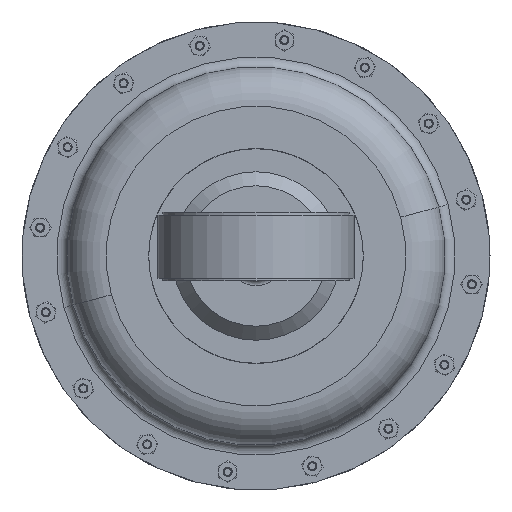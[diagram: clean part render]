
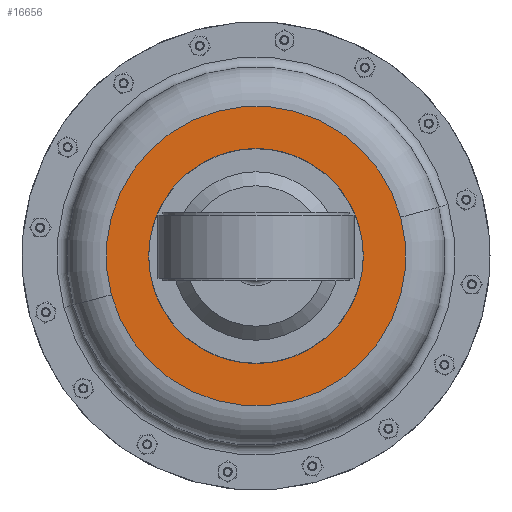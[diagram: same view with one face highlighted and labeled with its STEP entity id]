
A CAD part, front view. The second image highlights one B-rep face of the part: STEP entity #16656.
In plain terms, the highlighted planar face has unit normal (0, -1, 0).
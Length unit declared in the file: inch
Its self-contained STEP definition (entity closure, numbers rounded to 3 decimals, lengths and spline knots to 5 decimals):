
#512 = EDGE_LOOP ( 'NONE', ( #5239, #12498 ) ) ;
#881 = FACE_BOUND ( 'NONE', #512, .T. ) ;
#1768 = DIRECTION ( 'NONE',  ( 0., 1., 0. ) ) ;
#3027 = CARTESIAN_POINT ( 'NONE',  ( -0.34703, 16.08733, 5.29719 ) ) ;
#4578 = ORIENTED_EDGE ( 'NONE', *, *, #16592, .F. ) ;
#5239 = ORIENTED_EDGE ( 'NONE', *, *, #26589, .T. ) ;
#7735 = AXIS2_PLACEMENT_3D ( 'NONE', #12030, #27351, #14207 ) ;
#8991 = AXIS2_PLACEMENT_3D ( 'NONE', #14663, #1768, #16847 ) ;
#10084 = CARTESIAN_POINT ( 'NONE',  ( 1.8373, 16.08733, 4.65308 ) ) ;
#10158 = VERTEX_POINT ( 'NONE', #3027 ) ;
#10791 = CARTESIAN_POINT ( 'NONE',  ( 7.38038, 16.08733, 7.36774 ) ) ;
#11588 = DIRECTION ( 'NONE',  ( 0., 1., 0. ) ) ;
#12030 = CARTESIAN_POINT ( 'NONE',  ( 3.51668, 16.08733, 6.33246 ) ) ;
#12498 = ORIENTED_EDGE ( 'NONE', *, *, #23785, .T. ) ;
#12555 = DIRECTION ( 'NONE',  ( -0.966, 0., -0.259 ) ) ;
#12586 = DIRECTION ( 'NONE',  ( 0., -1., 0. ) ) ;
#12612 = PLANE ( 'NONE',  #26133 ) ;
#13811 = EDGE_LOOP ( 'NONE', ( #24190, #4578 ) ) ;
#13892 = CARTESIAN_POINT ( 'NONE',  ( 4.55195, 16.08733, 2.46876 ) ) ;
#13897 = CIRCLE ( 'NONE', #26029, 4. ) ;
#14207 = DIRECTION ( 'NONE',  ( -0.707, 0., -0.707 ) ) ;
#14663 = CARTESIAN_POINT ( 'NONE',  ( 3.51668, 16.08733, 6.33246 ) ) ;
#14967 = DIRECTION ( 'NONE',  ( 0.966, 0., 0.259 ) ) ;
#14997 = DIRECTION ( 'NONE',  ( 0., 1., 0. ) ) ;
#15060 = CARTESIAN_POINT ( 'NONE',  ( 3.51668, 16.08733, 6.33246 ) ) ;
#16592 = EDGE_CURVE ( 'NONE', #10158, #20307, #22578, .T. ) ;
#16656 = ADVANCED_FACE ( 'NONE', ( #17384, #881 ), #12612, .T. ) ;
#16847 = DIRECTION ( 'NONE',  ( -0.707, 0., -0.707 ) ) ;
#17384 = FACE_OUTER_BOUND ( 'NONE', #13811, .T. ) ;
#17963 = VERTEX_POINT ( 'NONE', #10084 ) ;
#18763 = AXIS2_PLACEMENT_3D ( 'NONE', #15060, #14997, #14967 ) ;
#19929 = EDGE_CURVE ( 'NONE', #20307, #10158, #13897, .T. ) ;
#20307 = VERTEX_POINT ( 'NONE', #10791 ) ;
#21527 = CIRCLE ( 'NONE', #7735, 2.375 ) ;
#21627 = CARTESIAN_POINT ( 'NONE',  ( 5.19605, 16.08733, 8.01184 ) ) ;
#22578 = CIRCLE ( 'NONE', #18763, 4. ) ;
#23785 = EDGE_CURVE ( 'NONE', #17963, #27775, #21527, .T. ) ;
#24190 = ORIENTED_EDGE ( 'NONE', *, *, #19929, .F. ) ;
#24711 = CARTESIAN_POINT ( 'NONE',  ( 3.51668, 16.08733, 6.33246 ) ) ;
#26029 = AXIS2_PLACEMENT_3D ( 'NONE', #24711, #11588, #26900 ) ;
#26133 = AXIS2_PLACEMENT_3D ( 'NONE', #13892, #12586, #12555 ) ;
#26589 = EDGE_CURVE ( 'NONE', #27775, #17963, #27605, .T. ) ;
#26900 = DIRECTION ( 'NONE',  ( 0.966, 0., 0.259 ) ) ;
#27351 = DIRECTION ( 'NONE',  ( 0., 1., 0. ) ) ;
#27605 = CIRCLE ( 'NONE', #8991, 2.375 ) ;
#27775 = VERTEX_POINT ( 'NONE', #21627 ) ;
